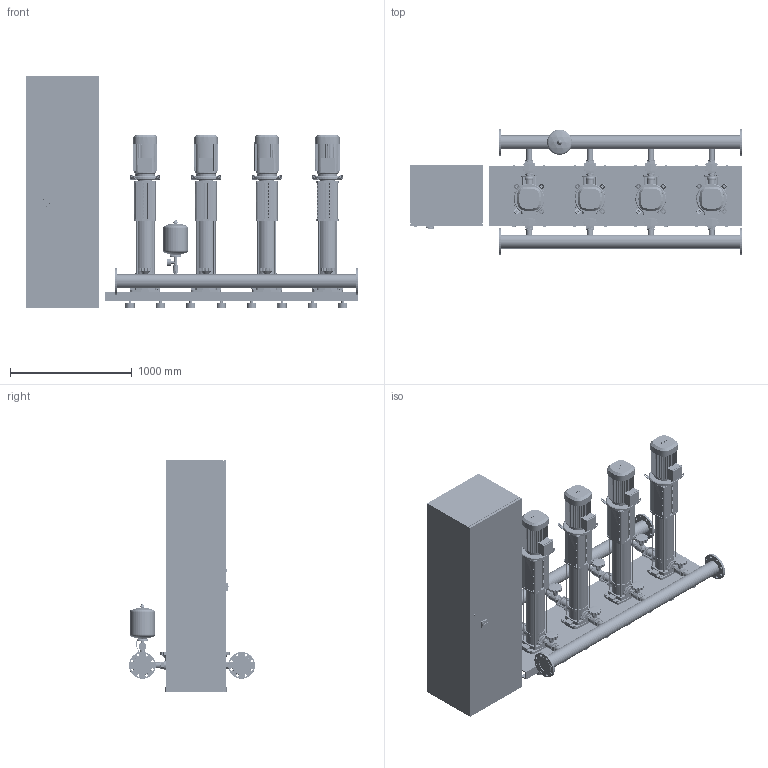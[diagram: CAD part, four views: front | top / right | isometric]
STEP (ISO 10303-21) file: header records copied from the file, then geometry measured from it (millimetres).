
FILE_DESCRIPTION((''),'2;1');
FILE_NAME('3d_CO-4HELIXV1609_K_CC-01-2532226.stp','2016-01-25T09:04:44',(''),(''),'Mechanical Desktop 2009','Mechanical Desktop 2009',', , ');
FILE_SCHEMA(('CONFIG_CONTROL_DESIGN'));
Length unit declared in the file: millimetre
Products named in the file (1): Product
Bounding box: 2730 x 1036 x 1900 mm (x, y, z)
Volume: 765201664.8 mm3; surface area: 19682993.6 mm2
Topology: 203 solids, 203 shells, 7693 faces, 20375 edges, 13361 vertices
Faces by surface type: plane 3389, bspline 2024, cylinder 1806, cone 328, torus 120, sphere 26
Entity records: 254534 total; most frequent: CARTESIAN_POINT 63500, ORIENTED_EDGE 40702, DIRECTION 36937, EDGE_CURVE 20351, VERTEX_POINT 13356, VECTOR 13353, LINE 13353, AXIS2_PLACEMENT_3D 11792
